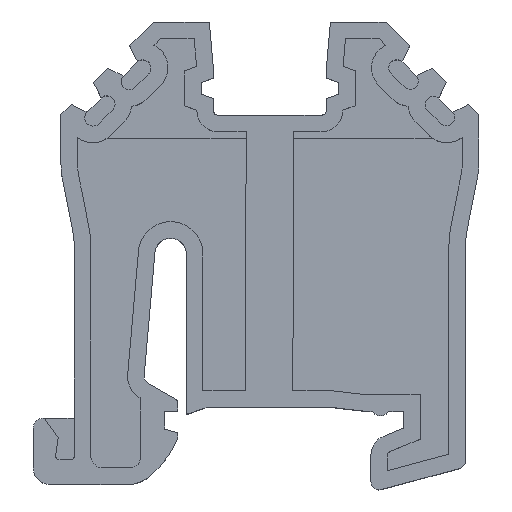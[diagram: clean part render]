
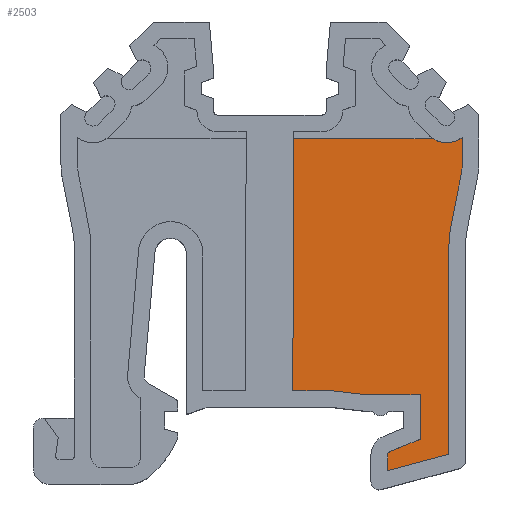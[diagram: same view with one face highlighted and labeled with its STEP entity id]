
A CAD part, top view. The second image highlights one B-rep face of the part: STEP entity #2503.
In plain terms, the highlighted planar face has unit normal (0, 0, 1).
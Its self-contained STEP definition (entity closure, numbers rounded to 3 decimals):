
#32 = CARTESIAN_POINT ( 'NONE',  ( 9.066, -12.203, 1.63 ) ) ;
#46 = EDGE_CURVE ( 'NONE', #4838, #5705, #6412, .T. ) ;
#75 = CARTESIAN_POINT ( 'NONE',  ( 3.704, -9.285, 1.63 ) ) ;
#161 = CARTESIAN_POINT ( 'NONE',  ( 1.429, 5.922, 1.63 ) ) ;
#200 = AXIS2_PLACEMENT_3D ( 'NONE', #5570, #1533, #6222 ) ;
#205 = EDGE_CURVE ( 'NONE', #3108, #4128, #8229, .T. ) ;
#374 = EDGE_CURVE ( 'NONE', #1719, #7727, #3505, .T. ) ;
#394 = LINE ( 'NONE', #4451, #5370 ) ;
#500 = VERTEX_POINT ( 'NONE', #3323 ) ;
#583 = DIRECTION ( 'NONE',  ( 0., 1., 0. ) ) ;
#674 = CARTESIAN_POINT ( 'NONE',  ( 1.429, 5.922, 1.63 ) ) ;
#827 = CARTESIAN_POINT ( 'NONE',  ( 5.88, -9.532, 1.63 ) ) ;
#841 = CARTESIAN_POINT ( 'NONE',  ( 16.8, -0.597, 1.63 ) ) ;
#855 = DIRECTION ( 'NONE',  ( -1., 0., 0. ) ) ;
#923 = LINE ( 'NONE', #6079, #1150 ) ;
#947 = CARTESIAN_POINT ( 'NONE',  ( 9.845, 5.922, 1.63 ) ) ;
#986 = CARTESIAN_POINT ( 'NONE',  ( 7.6, 4.431, 1.63 ) ) ;
#1052 = EDGE_CURVE ( 'NONE', #1931, #5815, #1790, .T. ) ;
#1150 = VECTOR ( 'NONE', #6745, 1000. ) ;
#1152 = VECTOR ( 'NONE', #855, 1000. ) ;
#1158 = EDGE_CURVE ( 'NONE', #8266, #1931, #923, .T. ) ;
#1176 = CARTESIAN_POINT ( 'NONE',  ( 1.388, -9.289, 1.63 ) ) ;
#1249 = CARTESIAN_POINT ( 'NONE',  ( 3.704, -9.285, 1.63 ) ) ;
#1469 = EDGE_CURVE ( 'NONE', #7727, #4313, #394, .T. ) ;
#1523 = DIRECTION ( 'NONE',  ( 1., 0., 0. ) ) ;
#1533 = DIRECTION ( 'NONE',  ( 0., 0., -1. ) ) ;
#1539 = VECTOR ( 'NONE', #6715, 1000. ) ;
#1573 = CARTESIAN_POINT ( 'NONE',  ( 7.1, -13.151, 1.63 ) ) ;
#1663 = DIRECTION ( 'NONE',  ( 1., 0., 0. ) ) ;
#1695 = ORIENTED_EDGE ( 'NONE', *, *, #46, .T. ) ;
#1711 = CARTESIAN_POINT ( 'NONE',  ( 7.223, -12.966, 1.63 ) ) ;
#1719 = VERTEX_POINT ( 'NONE', #5844 ) ;
#1753 = CARTESIAN_POINT ( 'NONE',  ( 9.066, -9.532, 1.63 ) ) ;
#1790 = LINE ( 'NONE', #7970, #8642 ) ;
#1803 = DIRECTION ( 'NONE',  ( 0., 1., 0. ) ) ;
#1808 = EDGE_CURVE ( 'NONE', #4070, #3438, #2953, .T. ) ;
#1840 = EDGE_CURVE ( 'NONE', #2208, #8266, #3475, .T. ) ;
#1860 = CARTESIAN_POINT ( 'NONE',  ( 10.8, -0.597, 1.63 ) ) ;
#1883 = VECTOR ( 'NONE', #5112, 1000. ) ;
#1907 = PLANE ( 'NONE',  #7612 ) ;
#1931 = VERTEX_POINT ( 'NONE', #6261 ) ;
#2018 = ORIENTED_EDGE ( 'NONE', *, *, #5488, .T. ) ;
#2046 = DIRECTION ( 'NONE',  ( 0., 0., 1. ) ) ;
#2148 = ORIENTED_EDGE ( 'NONE', *, *, #4821, .T. ) ;
#2172 = DIRECTION ( 'NONE',  ( 1., 0., 0. ) ) ;
#2208 = VERTEX_POINT ( 'NONE', #1573 ) ;
#2231 = AXIS2_PLACEMENT_3D ( 'NONE', #986, #5696, #1663 ) ;
#2233 = ORIENTED_EDGE ( 'NONE', *, *, #1469, .T. ) ;
#2378 = ORIENTED_EDGE ( 'NONE', *, *, #2529, .T. ) ;
#2437 = VECTOR ( 'NONE', #6754, 1000. ) ;
#2503 = ADVANCED_FACE ( 'NONE', ( #2637 ), #1907, .T. ) ;
#2529 = EDGE_CURVE ( 'NONE', #7358, #2208, #4413, .T. ) ;
#2610 = DIRECTION ( 'NONE',  ( 0., 0., 1. ) ) ;
#2624 = AXIS2_PLACEMENT_3D ( 'NONE', #4007, #8598, #4692 ) ;
#2637 = FACE_OUTER_BOUND ( 'NONE', #2791, .T. ) ;
#2659 = LINE ( 'NONE', #32, #2437 ) ;
#2698 = ORIENTED_EDGE ( 'NONE', *, *, #7599, .T. ) ;
#2791 = EDGE_LOOP ( 'NONE', ( #2233, #2018, #4646, #2698, #7190, #8208, #2148, #4320, #5735, #2378, #5768, #7749, #3417, #3610, #1695, #4209, #4062 ) ) ;
#2860 = VECTOR ( 'NONE', #7367, 1000. ) ;
#2953 = LINE ( 'NONE', #161, #1152 ) ;
#3062 = CARTESIAN_POINT ( 'NONE',  ( 5.88, -9.532, 1.63 ) ) ;
#3108 = VERTEX_POINT ( 'NONE', #1249 ) ;
#3138 = CARTESIAN_POINT ( 'NONE',  ( 11.515, 3.612, 1.63 ) ) ;
#3241 = EDGE_CURVE ( 'NONE', #5705, #1719, #3608, .T. ) ;
#3323 = CARTESIAN_POINT ( 'NONE',  ( 9.066, -12.203, 1.63 ) ) ;
#3366 = LINE ( 'NONE', #674, #1539 ) ;
#3368 = VECTOR ( 'NONE', #2172, 1000. ) ;
#3417 = ORIENTED_EDGE ( 'NONE', *, *, #1052, .T. ) ;
#3438 = VERTEX_POINT ( 'NONE', #3904 ) ;
#3458 = CIRCLE ( 'NONE', #200, 1.499 ) ;
#3475 = LINE ( 'NONE', #3587, #6094 ) ;
#3505 = LINE ( 'NONE', #5829, #5072 ) ;
#3556 = CIRCLE ( 'NONE', #3688, 6. ) ;
#3566 = LINE ( 'NONE', #827, #3368 ) ;
#3587 = CARTESIAN_POINT ( 'NONE',  ( 7.1, -13.151, 1.63 ) ) ;
#3608 = CIRCLE ( 'NONE', #2231, 4. ) ;
#3610 = ORIENTED_EDGE ( 'NONE', *, *, #8034, .T. ) ;
#3688 = AXIS2_PLACEMENT_3D ( 'NONE', #841, #5555, #1523 ) ;
#3904 = CARTESIAN_POINT ( 'NONE',  ( 1.429, 5.922, 1.63 ) ) ;
#3929 = CARTESIAN_POINT ( 'NONE',  ( 7.6, 4.431, 1.63 ) ) ;
#4007 = CARTESIAN_POINT ( 'NONE',  ( 149.268, -25.191, 1.63 ) ) ;
#4062 = ORIENTED_EDGE ( 'NONE', *, *, #374, .T. ) ;
#4070 = VERTEX_POINT ( 'NONE', #947 ) ;
#4128 = VERTEX_POINT ( 'NONE', #3062 ) ;
#4159 = EDGE_CURVE ( 'NONE', #8042, #500, #5472, .T. ) ;
#4209 = ORIENTED_EDGE ( 'NONE', *, *, #3241, .T. ) ;
#4313 = VERTEX_POINT ( 'NONE', #6158 ) ;
#4320 = ORIENTED_EDGE ( 'NONE', *, *, #4159, .T. ) ;
#4413 = CIRCLE ( 'NONE', #8054, 0.2 ) ;
#4451 = CARTESIAN_POINT ( 'NONE',  ( 1.429, 5.922, 1.63 ) ) ;
#4646 = ORIENTED_EDGE ( 'NONE', *, *, #1808, .T. ) ;
#4659 = LINE ( 'NONE', #6645, #2860 ) ;
#4666 = CARTESIAN_POINT ( 'NONE',  ( 7.3, -13.151, 1.63 ) ) ;
#4692 = DIRECTION ( 'NONE',  ( 1., 0., 0. ) ) ;
#4816 = DIRECTION ( 'NONE',  ( 0.994, -0.113, 0. ) ) ;
#4821 = EDGE_CURVE ( 'NONE', #4128, #8042, #3566, .T. ) ;
#4838 = VERTEX_POINT ( 'NONE', #4903 ) ;
#4903 = CARTESIAN_POINT ( 'NONE',  ( 10.901, 0.498, 1.63 ) ) ;
#5072 = VECTOR ( 'NONE', #1803, 1000. ) ;
#5112 = DIRECTION ( 'NONE',  ( 0., -1., 0. ) ) ;
#5370 = VECTOR ( 'NONE', #8367, 1000. ) ;
#5472 = LINE ( 'NONE', #1753, #1883 ) ;
#5488 = EDGE_CURVE ( 'NONE', #4313, #4070, #3458, .T. ) ;
#5555 = DIRECTION ( 'NONE',  ( 0., 0., -1. ) ) ;
#5570 = CARTESIAN_POINT ( 'NONE',  ( 10.665, 7.176, 1.63 ) ) ;
#5696 = DIRECTION ( 'NONE',  ( 0., 0., 1. ) ) ;
#5705 = VERTEX_POINT ( 'NONE', #3138 ) ;
#5735 = ORIENTED_EDGE ( 'NONE', *, *, #6249, .T. ) ;
#5768 = ORIENTED_EDGE ( 'NONE', *, *, #1840, .T. ) ;
#5815 = VERTEX_POINT ( 'NONE', #1860 ) ;
#5829 = CARTESIAN_POINT ( 'NONE',  ( 11.6, 5.922, 1.63 ) ) ;
#5844 = CARTESIAN_POINT ( 'NONE',  ( 11.6, 4.431, 1.63 ) ) ;
#6079 = CARTESIAN_POINT ( 'NONE',  ( 7.1, -14.108, 1.63 ) ) ;
#6094 = VECTOR ( 'NONE', #6242, 1000. ) ;
#6158 = CARTESIAN_POINT ( 'NONE',  ( 11.486, 5.922, 1.63 ) ) ;
#6222 = DIRECTION ( 'NONE',  ( 1., 0., 0. ) ) ;
#6228 = EDGE_CURVE ( 'NONE', #7460, #3108, #4659, .T. ) ;
#6242 = DIRECTION ( 'NONE',  ( 0., -1., 0. ) ) ;
#6249 = EDGE_CURVE ( 'NONE', #500, #7358, #2659, .T. ) ;
#6261 = CARTESIAN_POINT ( 'NONE',  ( 10.8, -13.117, 1.63 ) ) ;
#6412 = CIRCLE ( 'NONE', #2624, 140.731 ) ;
#6508 = CARTESIAN_POINT ( 'NONE',  ( 7.1, -14.108, 1.63 ) ) ;
#6522 = VECTOR ( 'NONE', #4816, 1000. ) ;
#6645 = CARTESIAN_POINT ( 'NONE',  ( 1.388, -9.289, 1.63 ) ) ;
#6715 = DIRECTION ( 'NONE',  ( -0.003, -1., 0. ) ) ;
#6730 = DIRECTION ( 'NONE',  ( 1., 0., 0. ) ) ;
#6745 = DIRECTION ( 'NONE',  ( 0.966, 0.259, 0. ) ) ;
#6754 = DIRECTION ( 'NONE',  ( -0.924, -0.383, 0. ) ) ;
#7190 = ORIENTED_EDGE ( 'NONE', *, *, #6228, .T. ) ;
#7237 = DIRECTION ( 'NONE',  ( 1., 0., 0. ) ) ;
#7358 = VERTEX_POINT ( 'NONE', #1711 ) ;
#7367 = DIRECTION ( 'NONE',  ( 1., 0.002, 0. ) ) ;
#7460 = VERTEX_POINT ( 'NONE', #1176 ) ;
#7487 = CARTESIAN_POINT ( 'NONE',  ( 9.066, -9.532, 1.63 ) ) ;
#7599 = EDGE_CURVE ( 'NONE', #3438, #7460, #3366, .T. ) ;
#7612 = AXIS2_PLACEMENT_3D ( 'NONE', #3929, #2610, #7237 ) ;
#7727 = VERTEX_POINT ( 'NONE', #8111 ) ;
#7749 = ORIENTED_EDGE ( 'NONE', *, *, #1158, .T. ) ;
#7970 = CARTESIAN_POINT ( 'NONE',  ( 10.8, -13.117, 1.63 ) ) ;
#8034 = EDGE_CURVE ( 'NONE', #5815, #4838, #3556, .T. ) ;
#8042 = VERTEX_POINT ( 'NONE', #7487 ) ;
#8054 = AXIS2_PLACEMENT_3D ( 'NONE', #4666, #2046, #6730 ) ;
#8111 = CARTESIAN_POINT ( 'NONE',  ( 11.6, 5.922, 1.63 ) ) ;
#8208 = ORIENTED_EDGE ( 'NONE', *, *, #205, .T. ) ;
#8229 = LINE ( 'NONE', #75, #6522 ) ;
#8266 = VERTEX_POINT ( 'NONE', #6508 ) ;
#8367 = DIRECTION ( 'NONE',  ( -1., 0., 0. ) ) ;
#8598 = DIRECTION ( 'NONE',  ( 0., 0., -1. ) ) ;
#8642 = VECTOR ( 'NONE', #583, 1000. ) ;
